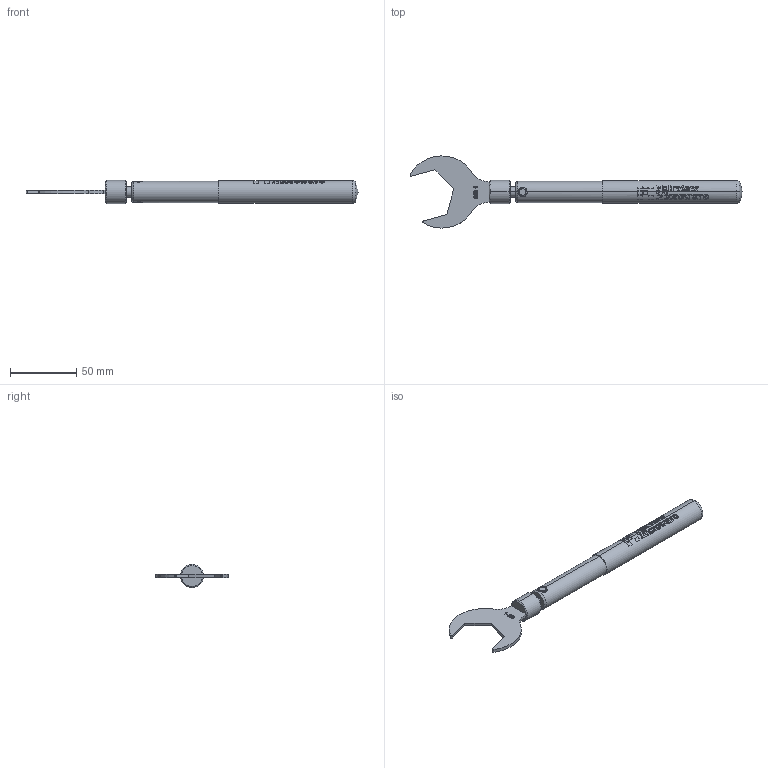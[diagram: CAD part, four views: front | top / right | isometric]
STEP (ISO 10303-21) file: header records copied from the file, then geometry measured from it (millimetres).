
FILE_DESCRIPTION (( 'STEP AP214' ), '1' );
FILE_NAME ('ST-D3_3D.step', '2023-06-12T20:54:58', ( '' ), ( '' ), 'SwSTEP 2.0', 'SolidWorks 2022', '' );
FILE_SCHEMA (( 'AUTOMOTIVE_DESIGN' ));
Length unit declared in the file: inch
Products named in the file (1): ST-D3_3D
Bounding box: 250.24 x 54.42 x 17.46 mm (x, y, z)
Volume: 44390.5 mm3; surface area: 14495.5 mm2
Topology: 2 solids, 2 shells, 444 faces, 1185 edges, 783 vertices
Faces by surface type: plane 242, bspline 134, cylinder 54, cone 10, torus 2, sphere 2
Entity records: 30811 total; most frequent: CARTESIAN_POINT 15254, ORIENTED_EDGE 2370, DIRECTION 1650, EDGE_CURVE 1185, VERTEX_POINT 783, AXIS2_PLACEMENT_3D 563, LINE 524, VECTOR 524
